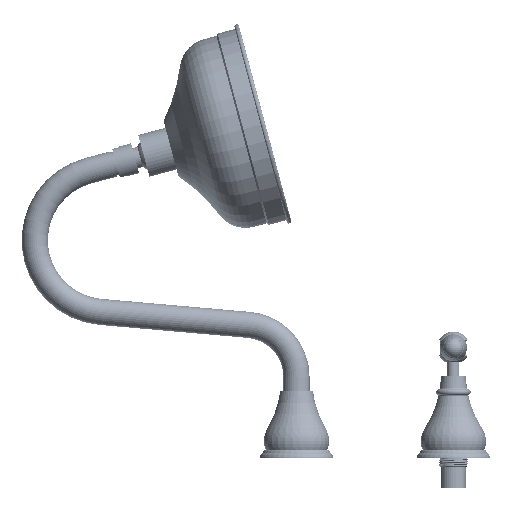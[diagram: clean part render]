
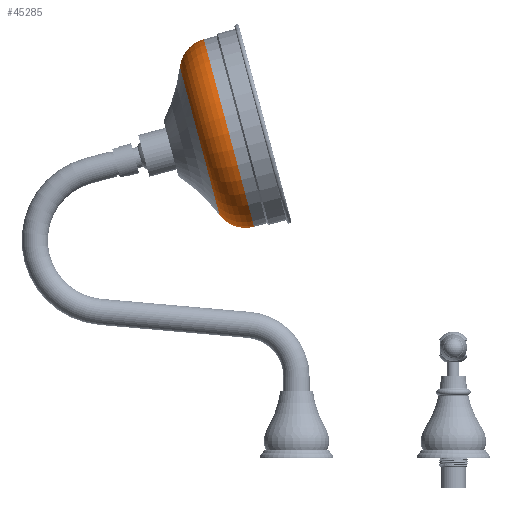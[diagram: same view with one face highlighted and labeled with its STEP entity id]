
A CAD part, left-side view. The second image highlights one B-rep face of the part: STEP entity #45285.
In plain terms, the highlighted toroidal (fillet/blend) face has major radius 49.25 mm and minor radius 25 mm.
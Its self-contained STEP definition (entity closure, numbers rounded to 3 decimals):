
#105 = CARTESIAN_POINT ( 'NONE',  ( 0., 28.63, 0. ) ) ;
#3595 = DIRECTION ( 'NONE',  ( 0., 1., 0. ) ) ;
#4864 = DIRECTION ( 'NONE',  ( 0., 0., 1. ) ) ;
#5378 = CIRCLE ( 'NONE', #50887, 25. ) ;
#5962 = CARTESIAN_POINT ( 'NONE',  ( 0., 28.63, -49.25 ) ) ;
#7313 = ORIENTED_EDGE ( 'NONE', *, *, #21581, .F. ) ;
#7694 = CARTESIAN_POINT ( 'NONE',  ( 0., 51.775, 0. ) ) ;
#12273 = VERTEX_POINT ( 'NONE', #19314 ) ;
#14229 = TOROIDAL_SURFACE ( 'NONE', #37569, 49.25, 25. ) ;
#14710 = DIRECTION ( 'NONE',  ( -1., 0., 0. ) ) ;
#16416 = CIRCLE ( 'NONE', #67773, 74.25 ) ;
#17641 = EDGE_CURVE ( 'NONE', #44878, #12273, #61703, .T. ) ;
#19314 = CARTESIAN_POINT ( 'NONE',  ( 0., 51.775, 58.7 ) ) ;
#20096 = ORIENTED_EDGE ( 'NONE', *, *, #57242, .F. ) ;
#20118 = VERTEX_POINT ( 'NONE', #64556 ) ;
#20936 = ORIENTED_EDGE ( 'NONE', *, *, #67085, .T. ) ;
#21581 = EDGE_CURVE ( 'NONE', #20118, #60930, #5378, .T. ) ;
#24216 = CIRCLE ( 'NONE', #27761, 58.7 ) ;
#25556 = CARTESIAN_POINT ( 'NONE',  ( 0., 28.63, 0. ) ) ;
#27761 = AXIS2_PLACEMENT_3D ( 'NONE', #7694, #68380, #30036 ) ;
#27924 = DIRECTION ( 'NONE',  ( 1., 0., 0. ) ) ;
#30036 = DIRECTION ( 'NONE',  ( 0., 0., 1. ) ) ;
#31054 = FACE_OUTER_BOUND ( 'NONE', #37571, .T. ) ;
#37024 = CARTESIAN_POINT ( 'NONE',  ( 0., 28.63, 49.25 ) ) ;
#37569 = AXIS2_PLACEMENT_3D ( 'NONE', #25556, #3595, #69028 ) ;
#37571 = EDGE_LOOP ( 'NONE', ( #7313, #20936, #67843, #20096 ) ) ;
#44878 = VERTEX_POINT ( 'NONE', #68721 ) ;
#45285 = ADVANCED_FACE ( 'NONE', ( #31054 ), #14229, .T. ) ;
#46608 = AXIS2_PLACEMENT_3D ( 'NONE', #37024, #14710, #70263 ) ;
#49857 = DIRECTION ( 'NONE',  ( 0., 0., -1. ) ) ;
#50887 = AXIS2_PLACEMENT_3D ( 'NONE', #5962, #27924, #49857 ) ;
#54312 = CARTESIAN_POINT ( 'NONE',  ( 0., 51.775, -58.7 ) ) ;
#56036 = DIRECTION ( 'NONE',  ( 0., 1., 0. ) ) ;
#57242 = EDGE_CURVE ( 'NONE', #60930, #12273, #24216, .T. ) ;
#60930 = VERTEX_POINT ( 'NONE', #54312 ) ;
#61703 = CIRCLE ( 'NONE', #46608, 25. ) ;
#64556 = CARTESIAN_POINT ( 'NONE',  ( 0., 28.63, -74.25 ) ) ;
#67085 = EDGE_CURVE ( 'NONE', #20118, #44878, #16416, .T. ) ;
#67773 = AXIS2_PLACEMENT_3D ( 'NONE', #105, #56036, #4864 ) ;
#67843 = ORIENTED_EDGE ( 'NONE', *, *, #17641, .T. ) ;
#68380 = DIRECTION ( 'NONE',  ( 0., 1., 0. ) ) ;
#68721 = CARTESIAN_POINT ( 'NONE',  ( 0., 28.63, 74.25 ) ) ;
#69028 = DIRECTION ( 'NONE',  ( 0., 0., 1. ) ) ;
#70263 = DIRECTION ( 'NONE',  ( 0., 0., 1. ) ) ;
